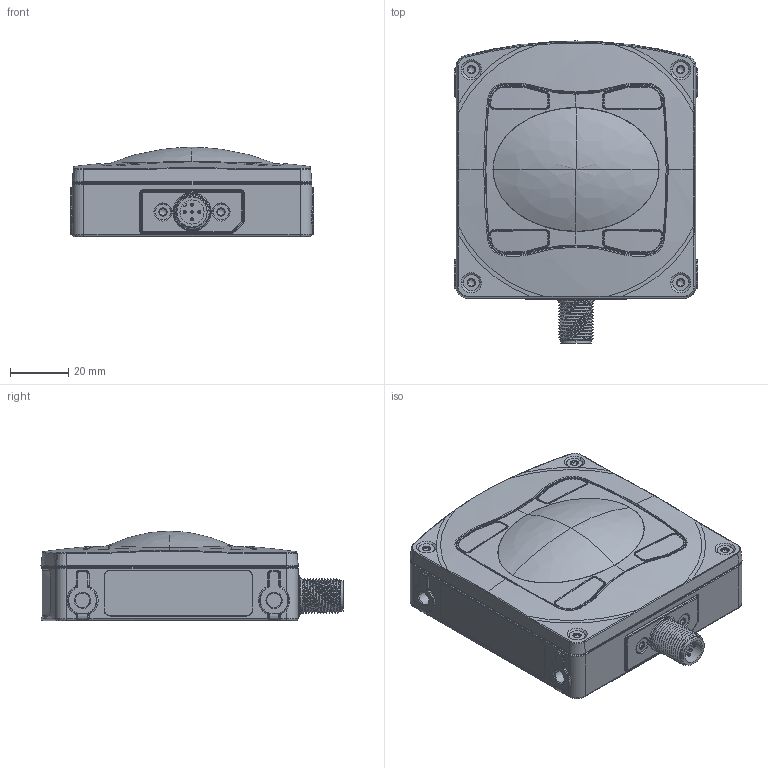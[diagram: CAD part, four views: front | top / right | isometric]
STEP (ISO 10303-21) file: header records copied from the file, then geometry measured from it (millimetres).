
FILE_DESCRIPTION((''),'2;1');
FILE_NAME('241451_SM01_ASM','2024-05-29T14:55:59',('banengservice'),('BANNER ENGINEERING'),'CREO PARAMETRIC BY PTC INC, 2022414','CREO PARAMETRIC BY PTC INC, 2022414','');
FILE_SCHEMA(('CONFIG_CONTROL_DESIGN'));
Products named in the file (2): 241451_EP01; 241451_SM01_ASM
Assembly tree (1 placements, depth 2):
  241451_SM01_ASM
    241451_EP01
Bounding box: 84 x 104.08 x 30.77 mm (x, y, z)
Volume: 171927.4 mm3; surface area: 50765.5 mm2
Topology: 1 solids, 2 shells, 2279 faces, 6034 edges, 3776 vertices
Faces by surface type: plane 657, cone 463, cylinder 436, bspline 322, torus 310, extrusion 77, sphere 14
Entity records: 130975 total; most frequent: CARTESIAN_POINT 77811, ORIENTED_EDGE 12050, DIRECTION 9927, EDGE_CURVE 6025, VERTEX_POINT 3776, AXIS2_PLACEMENT_3D 3750, VECTOR 2427, LINE 2350
